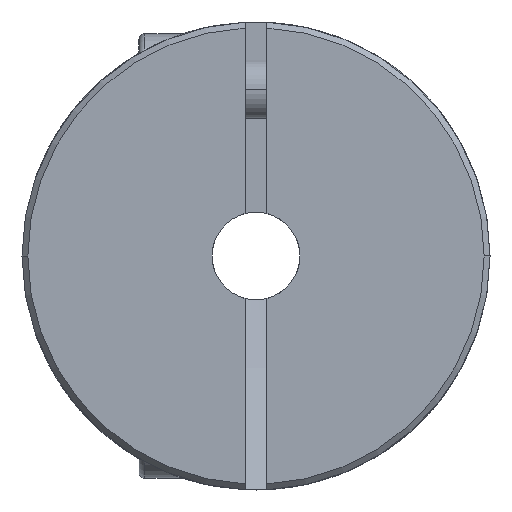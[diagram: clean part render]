
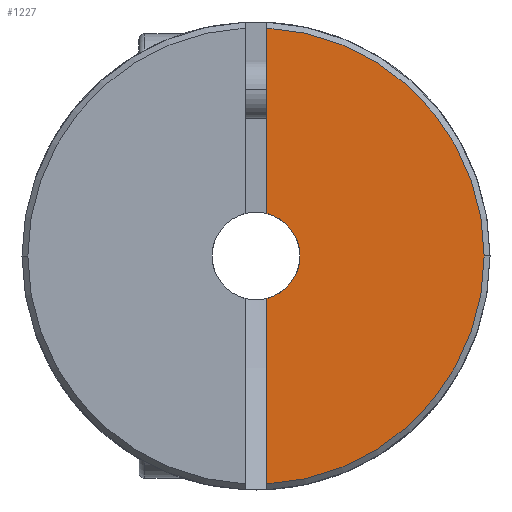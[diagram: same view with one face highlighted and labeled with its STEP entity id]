
A CAD part, left-side view. The second image highlights one B-rep face of the part: STEP entity #1227.
In plain terms, the highlighted planar face has unit normal (-1, 0, 0).
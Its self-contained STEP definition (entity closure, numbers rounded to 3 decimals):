
#1227=ADVANCED_FACE('',(#3293),#3294,.T.);
#2247=VERTEX_POINT('',#4423);
#2253=VERTEX_POINT('',#4429);
#2255=EDGE_CURVE('',#2253,#2247,#4431,.T.);
#2263=VERTEX_POINT('',#4439);
#2269=VERTEX_POINT('',#4445);
#2271=EDGE_CURVE('',#2263,#2269,#4447,.T.);
#2551=VERTEX_POINT('',#4727);
#2553=EDGE_CURVE('',#2551,#2253,#4729,.T.);
#2671=VERTEX_POINT('',#4847);
#2673=EDGE_CURVE('',#2671,#2269,#4849,.T.);
#2683=EDGE_CURVE('',#2551,#2263,#4859,.T.);
#2685=EDGE_CURVE('',#2247,#2671,#4861,.T.);
#3293=FACE_OUTER_BOUND('',#5459,.T.);
#3294=PLANE('',#5460);
#4423=CARTESIAN_POINT('',(0.0,-1.5,0.));
#4429=CARTESIAN_POINT('',(0.0,-0.375,1.452));
#4431=CIRCLE('',#6901,1.5);
#4439=CARTESIAN_POINT('',(0.0,-7.8,0.));
#4445=CARTESIAN_POINT('',(0.,-0.375,-7.791));
#4447=CIRCLE('',#6923,7.8);
#4727=CARTESIAN_POINT('',(0.,-0.375,7.791));
#4729=LINE('',#7566,#7567);
#4847=CARTESIAN_POINT('',(0.0,-0.375,-1.452));
#4849=LINE('',#7789,#7790);
#4859=CIRCLE('',#7815,7.8);
#4861=CIRCLE('',#7818,1.5);
#5459=EDGE_LOOP('',(#9202,#9203,#9204,#9205,#9206,#9207));
#5460=AXIS2_PLACEMENT_3D('',#9208,#9209,#9210);
#6901=AXIS2_PLACEMENT_3D('',#10550,#10551,#10552);
#6923=AXIS2_PLACEMENT_3D('',#10558,#10559,#10560);
#7566=CARTESIAN_POINT('',(0.0,-0.375,0.366));
#7567=VECTOR('',#10694,1.0);
#7789=CARTESIAN_POINT('',(0.0,-0.375,0.366));
#7790=VECTOR('',#10772,1.0);
#7815=AXIS2_PLACEMENT_3D('',#10775,#10776,#10777);
#7818=AXIS2_PLACEMENT_3D('',#10778,#10779,#10780);
#9202=ORIENTED_EDGE('',*,*,#2553,.T.);
#9203=ORIENTED_EDGE('',*,*,#2255,.T.);
#9204=ORIENTED_EDGE('',*,*,#2685,.T.);
#9205=ORIENTED_EDGE('',*,*,#2673,.T.);
#9206=ORIENTED_EDGE('',*,*,#2271,.F.);
#9207=ORIENTED_EDGE('',*,*,#2683,.F.);
#9208=CARTESIAN_POINT('',(0.0,-4.65,0.0));
#9209=DIRECTION('',(-1.0,0.0,0.0));
#9210=DIRECTION('',(0.0,0.0,1.0));
#10550=CARTESIAN_POINT('',(0.0,0.0,0.0));
#10551=DIRECTION('',(1.0,0.0,0.0));
#10552=DIRECTION('',(0.0,-1.0,0.0));
#10558=CARTESIAN_POINT('',(0.0,0.0,0.0));
#10559=DIRECTION('',(1.0,0.0,0.0));
#10560=DIRECTION('',(0.0,-1.0,0.0));
#10694=DIRECTION('',(0.0,0.0,-1.0));
#10772=DIRECTION('',(0.0,0.0,-1.0));
#10775=CARTESIAN_POINT('',(0.0,0.0,0.0));
#10776=DIRECTION('',(1.0,0.0,0.0));
#10777=DIRECTION('',(0.0,-1.0,0.0));
#10778=CARTESIAN_POINT('',(0.0,0.0,0.0));
#10779=DIRECTION('',(1.0,0.0,0.0));
#10780=DIRECTION('',(0.0,-1.0,0.0));
